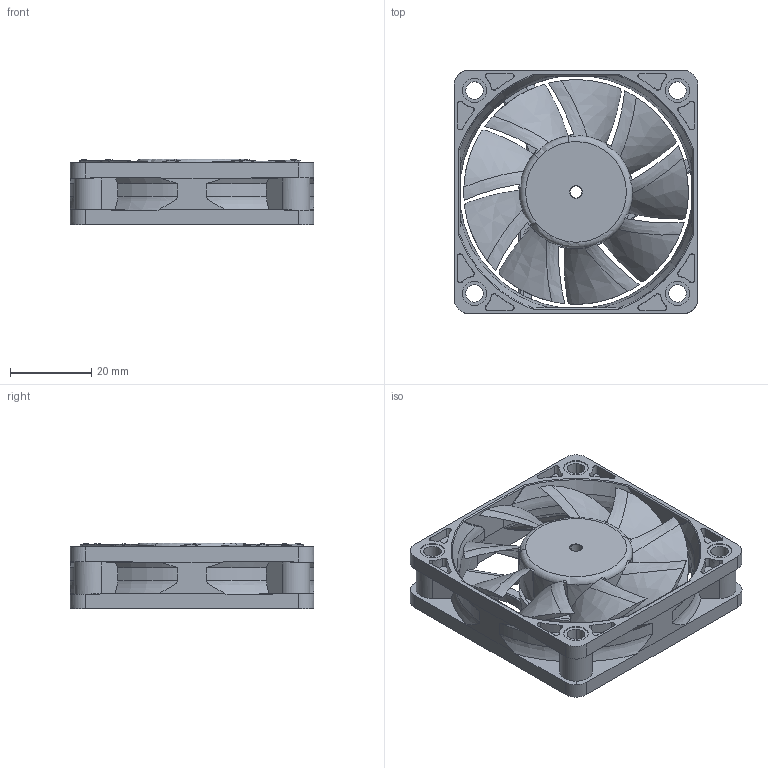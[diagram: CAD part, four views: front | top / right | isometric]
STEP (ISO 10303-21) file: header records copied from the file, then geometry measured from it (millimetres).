
FILE_DESCRIPTION((''),'2;1');
FILE_NAME('ASM0003_ASM','2020-08-18T',('Administrator'),(''),'PRO/ENGINEER BY PARAMETRIC TECHNOLOGY CORPORATION, 2009440','PRO/ENGINEER BY PARAMETRIC TECHNOLOGY CORPORATION, 2009440','');
FILE_SCHEMA(('CONFIG_CONTROL_DESIGN'));
Length unit declared in the file: millimetre
Products named in the file (3): PRT0008; PRT0009; ASM0003_ASM
Assembly tree (2 placements, depth 2):
  ASM0003_ASM
    PRT0008
    PRT0009
Bounding box: 60 x 60 x 16.22 mm (x, y, z)
Volume: 13827.2 mm3; surface area: 20021.8 mm2
Topology: 2 solids, 2 shells, 522 faces, 1488 edges, 989 vertices
Faces by surface type: plane 152, bspline 129, cone 116, cylinder 83, torus 25, revolution 13, extrusion 4
Entity records: 25927 total; most frequent: CARTESIAN_POINT 13368, ORIENTED_EDGE 2976, DIRECTION 2126, EDGE_CURVE 1488, VERTEX_POINT 989, AXIS2_PLACEMENT_3D 843, B_SPLINE_CURVE_WITH_KNOTS 620, EDGE_LOOP 565
